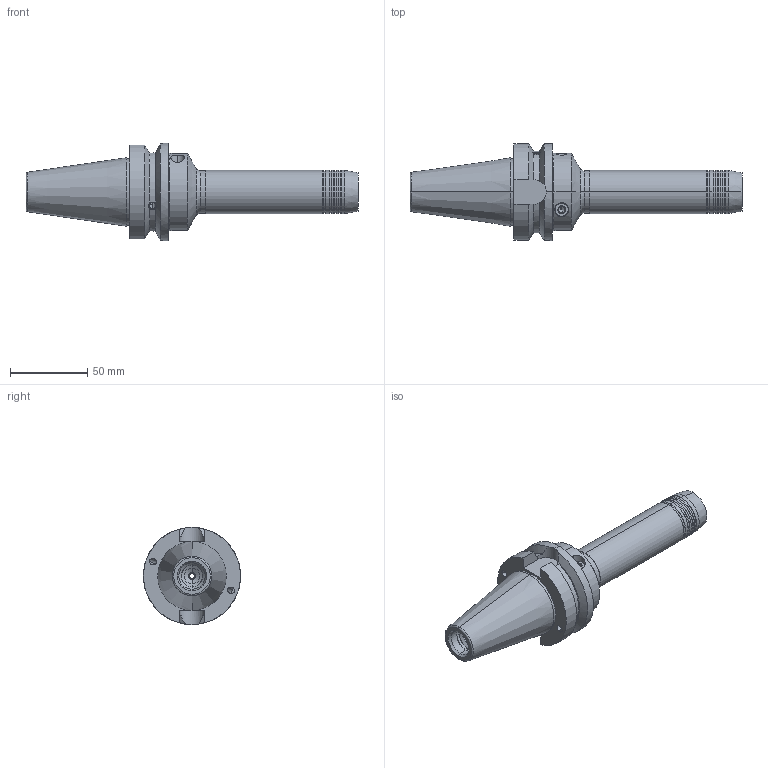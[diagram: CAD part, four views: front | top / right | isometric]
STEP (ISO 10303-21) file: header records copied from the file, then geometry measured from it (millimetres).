
FILE_DESCRIPTION (( 'STEP AP214' ), '1' );
FILE_NAME ('14.12.2018_39.05.043.023.STEP', '2018-12-14T14:46:15', ( '' ), ( '' ), 'SwSTEP 2.0', 'SolidWorks 2014', '' );
FILE_SCHEMA (( 'AUTOMOTIVE_DESIGN' ));
Length unit declared in the file: millimetre
Products named in the file (1): 14.12.2018_39.05.043.023
Bounding box: 215.4 x 63 x 63 mm (x, y, z)
Volume: 207254.9 mm3; surface area: 41371.7 mm2
Topology: 4 solids, 5 shells, 294 faces, 669 edges, 390 vertices
Faces by surface type: cylinder 100, cone 85, plane 83, torus 22, bspline 4
Entity records: 12146 total; most frequent: CARTESIAN_POINT 2339, DIRECTION 1405, ORIENTED_EDGE 1326, EDGE_CURVE 663, AXIS2_PLACEMENT_3D 566, VERTEX_POINT 390, EDGE_LOOP 321, UNCERTAINTY_MEASURE_WITH_UNIT 300
